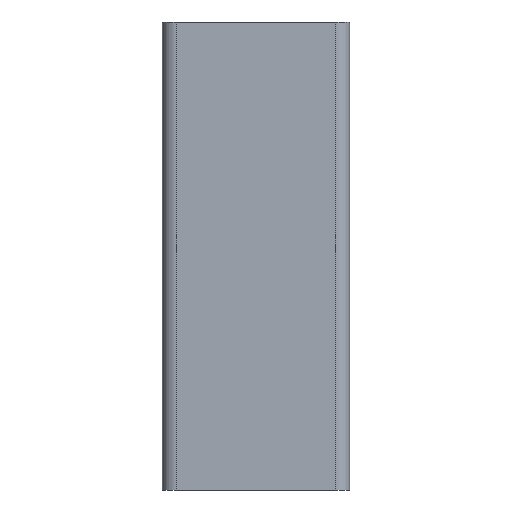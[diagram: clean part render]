
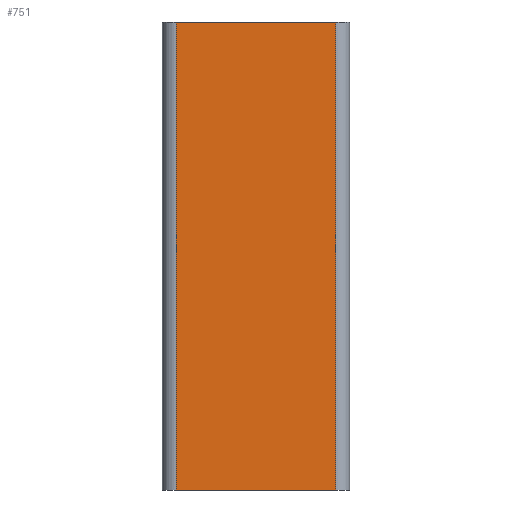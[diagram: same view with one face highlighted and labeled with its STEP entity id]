
A CAD part, front view. The second image highlights one B-rep face of the part: STEP entity #751.
In plain terms, the highlighted planar face has unit normal (0, -1, 0).
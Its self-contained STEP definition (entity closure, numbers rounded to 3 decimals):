
#599=CARTESIAN_POINT('',(17.,-8.,0.0));
#600=VERTEX_POINT('',#599);
#608=CARTESIAN_POINT('',(-17.,-8.,0.0));
#609=VERTEX_POINT('',#608);
#610=CARTESIAN_POINT('',(17.,-8.,0.0));
#611=DIRECTION('',(-1.0,0.0,0.0));
#612=VECTOR('',#611,34.);
#613=LINE('',#610,#612);
#614=EDGE_CURVE('',#600,#609,#613,.T.);
#721=CARTESIAN_POINT('',(17.,-8.,0.0));
#722=DIRECTION('',(0.0,-1.0,0.0));
#723=DIRECTION('',(0.0,0.0,-1.0));
#724=AXIS2_PLACEMENT_3D('',#721,#722,#723);
#725=PLANE('',#724);
#726=CARTESIAN_POINT('',(17.,-8.,100.0));
#727=VERTEX_POINT('',#726);
#728=CARTESIAN_POINT('',(-17.,-8.,100.0));
#729=VERTEX_POINT('',#728);
#730=CARTESIAN_POINT('',(17.,-8.,100.0));
#731=DIRECTION('',(-1.0,0.0,0.0));
#732=VECTOR('',#731,34.);
#733=LINE('',#730,#732);
#734=EDGE_CURVE('',#727,#729,#733,.T.);
#735=ORIENTED_EDGE('',*,*,#734,.T.);
#736=CARTESIAN_POINT('',(-17.,-8.,0.0));
#737=DIRECTION('',(0.0,0.0,1.0));
#738=VECTOR('',#737,100.0);
#739=LINE('',#736,#738);
#740=EDGE_CURVE('',#609,#729,#739,.T.);
#741=ORIENTED_EDGE('',*,*,#740,.F.);
#742=ORIENTED_EDGE('',*,*,#614,.F.);
#743=CARTESIAN_POINT('',(17.,-8.,0.0));
#744=DIRECTION('',(0.0,0.0,1.0));
#745=VECTOR('',#744,100.0);
#746=LINE('',#743,#745);
#747=EDGE_CURVE('',#600,#727,#746,.T.);
#748=ORIENTED_EDGE('',*,*,#747,.T.);
#749=EDGE_LOOP('',(#735,#741,#742,#748));
#750=FACE_OUTER_BOUND('',#749,.T.);
#751=ADVANCED_FACE('',(#750),#725,.T.);
